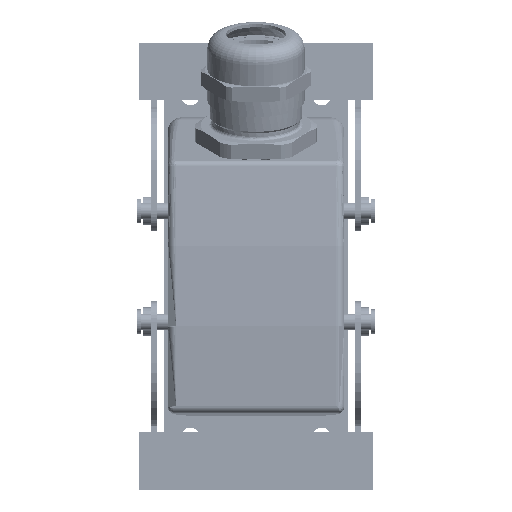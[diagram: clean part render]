
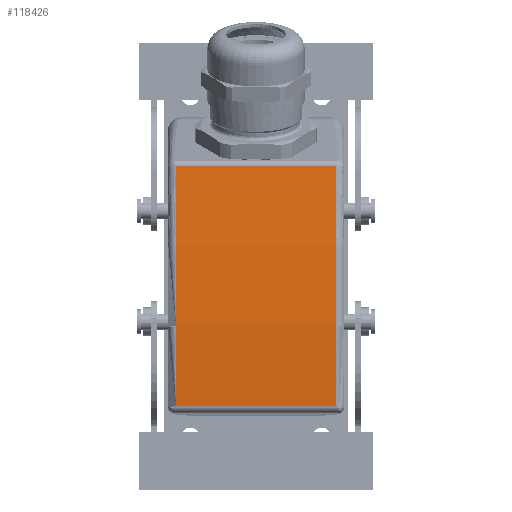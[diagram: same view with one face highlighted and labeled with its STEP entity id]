
A CAD part, top view. The second image highlights one B-rep face of the part: STEP entity #118426.
In plain terms, the highlighted cylindrical face has radius 300 mm (diameter 600 mm), a partial arc.
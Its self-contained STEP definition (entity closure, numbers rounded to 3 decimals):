
#118399=AXIS2_PLACEMENT_3D('Cylinder Axis2P3D',#118396,#118397,#118398) ;
#118403=AXIS2_PLACEMENT_3D('Circle Axis2P3D',#118401,#118402,$) ;
#118417=AXIS2_PLACEMENT_3D('Circle Axis2P3D',#118415,#118416,$) ;
#117571=CARTESIAN_POINT('Line Origine',(18.25,78.927,72.203)) ;
#117575=CARTESIAN_POINT('Vertex',(48.5,78.927,72.203)) ;
#117577=CARTESIAN_POINT('Vertex',(9.5,78.927,72.203)) ;
#118396=CARTESIAN_POINT('Axis2P3D Location',(29.,48.5,-226.25)) ;
#118401=CARTESIAN_POINT('Axis2P3D Location',(9.5,48.5,-226.25)) ;
#118405=CARTESIAN_POINT('Vertex',(9.5,20.451,72.436)) ;
#118408=CARTESIAN_POINT('Line Origine',(29.,20.451,72.436)) ;
#118412=CARTESIAN_POINT('Vertex',(48.5,20.451,72.436)) ;
#118415=CARTESIAN_POINT('Axis2P3D Location',(48.5,48.5,-226.25)) ;
#117572=DIRECTION('Vector Direction',(-1.,0.,0.)) ;
#118397=DIRECTION('Axis2P3D Direction',(-1.,0.,0.)) ;
#118398=DIRECTION('Axis2P3D XDirection',(0.,-0.17,0.985)) ;
#118402=DIRECTION('Axis2P3D Direction',(-1.,0.,0.)) ;
#118409=DIRECTION('Vector Direction',(-1.,0.,0.)) ;
#118416=DIRECTION('Axis2P3D Direction',(-1.,0.,0.)) ;
#117573=VECTOR('Line Direction',#117572,1.) ;
#118410=VECTOR('Line Direction',#118409,1.) ;
#118421=ORIENTED_EDGE('',*,*,#117579,.T.) ;
#118422=ORIENTED_EDGE('',*,*,#118407,.F.) ;
#118423=ORIENTED_EDGE('',*,*,#118414,.T.) ;
#118424=ORIENTED_EDGE('',*,*,#118419,.T.) ;
#118426=ADVANCED_FACE('Hauptk\X2\00F6\X0\rper',(#118425),#118400,.T.) ;
#118404=CIRCLE('generated circle',#118403,300.) ;
#118418=CIRCLE('generated circle',#118417,300.) ;
#118400=CYLINDRICAL_SURFACE('generated cylinder',#118399,300.) ;
#117579=EDGE_CURVE('',#117576,#117578,#117574,.T.) ;
#118407=EDGE_CURVE('',#118406,#117578,#118404,.T.) ;
#118414=EDGE_CURVE('',#118406,#118413,#118411,.F.) ;
#118419=EDGE_CURVE('',#118413,#117576,#118418,.T.) ;
#118420=EDGE_LOOP('',(#118421,#118422,#118423,#118424)) ;
#118425=FACE_OUTER_BOUND('',#118420,.T.) ;
#117574=LINE('Line',#117571,#117573) ;
#118411=LINE('Line',#118408,#118410) ;
#117576=VERTEX_POINT('',#117575) ;
#117578=VERTEX_POINT('',#117577) ;
#118406=VERTEX_POINT('',#118405) ;
#118413=VERTEX_POINT('',#118412) ;
